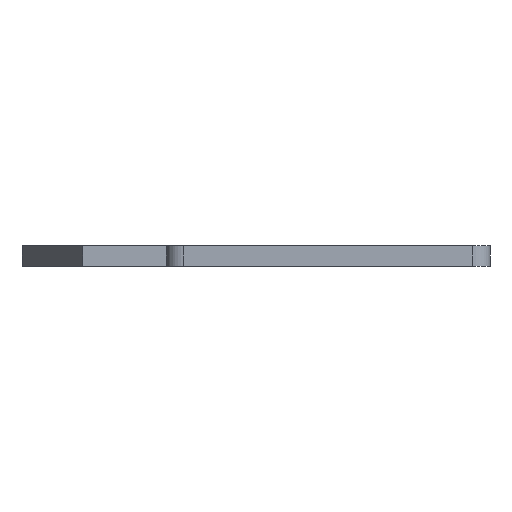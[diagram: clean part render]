
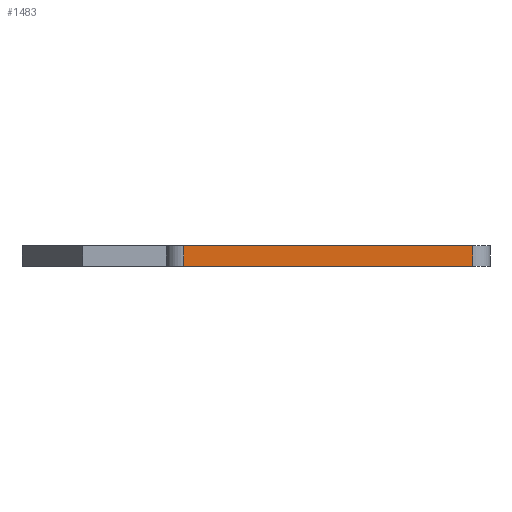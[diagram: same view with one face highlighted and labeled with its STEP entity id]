
A CAD part, front view. The second image highlights one B-rep face of the part: STEP entity #1483.
In plain terms, the highlighted planar face has unit normal (0, -1, 0).
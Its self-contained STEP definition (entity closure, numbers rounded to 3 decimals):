
#44 = PLANE('',#45);
#45 = AXIS2_PLACEMENT_3D('',#46,#47,#48);
#46 = CARTESIAN_POINT('',(21.614,42.,3.5));
#47 = DIRECTION('',(0.,0.,1.));
#48 = DIRECTION('',(1.,0.,0.));
#72 = CYLINDRICAL_SURFACE('',#73,3.);
#73 = AXIS2_PLACEMENT_3D('',#74,#75,#76);
#74 = CARTESIAN_POINT('',(3.,3.,0.));
#75 = DIRECTION('',(0.,0.,1.));
#76 = DIRECTION('',(-1.,-0.,0.));
#100 = PLANE('',#101);
#101 = AXIS2_PLACEMENT_3D('',#102,#103,#104);
#102 = CARTESIAN_POINT('',(21.614,42.,0.));
#103 = DIRECTION('',(-0.,-0.,-1.));
#104 = DIRECTION('',(-1.,0.,0.));
#141 = VERTEX_POINT('',#142);
#142 = CARTESIAN_POINT('',(3.,-0.,3.5));
#164 = EDGE_CURVE('',#141,#165,#167,.T.);
#165 = VERTEX_POINT('',#166);
#166 = CARTESIAN_POINT('',(53.,-0.,3.5));
#167 = SURFACE_CURVE('',#168,(#172,#179),.PCURVE_S1.);
#168 = LINE('',#169,#170);
#169 = CARTESIAN_POINT('',(0.,0.,3.5));
#170 = VECTOR('',#171,1.);
#171 = DIRECTION('',(1.,0.,0.));
#172 = PCURVE('',#44,#173);
#173 = DEFINITIONAL_REPRESENTATION('',(#174),#178);
#174 = LINE('',#175,#176);
#175 = CARTESIAN_POINT('',(-21.614,-42.));
#176 = VECTOR('',#177,1.);
#177 = DIRECTION('',(1.,0.));
#178 = ( GEOMETRIC_REPRESENTATION_CONTEXT(2) 
PARAMETRIC_REPRESENTATION_CONTEXT() REPRESENTATION_CONTEXT('2D SPACE',''
  ) );
#179 = PCURVE('',#180,#185);
#180 = PLANE('',#181);
#181 = AXIS2_PLACEMENT_3D('',#182,#183,#184);
#182 = CARTESIAN_POINT('',(0.,0.,0.));
#183 = DIRECTION('',(0.,1.,0.));
#184 = DIRECTION('',(0.,0.,1.));
#185 = DEFINITIONAL_REPRESENTATION('',(#186),#190);
#186 = LINE('',#187,#188);
#187 = CARTESIAN_POINT('',(3.5,0.));
#188 = VECTOR('',#189,1.);
#189 = DIRECTION('',(0.,1.));
#190 = ( GEOMETRIC_REPRESENTATION_CONTEXT(2) 
PARAMETRIC_REPRESENTATION_CONTEXT() REPRESENTATION_CONTEXT('2D SPACE',''
  ) );
#209 = CYLINDRICAL_SURFACE('',#210,3.);
#210 = AXIS2_PLACEMENT_3D('',#211,#212,#213);
#211 = CARTESIAN_POINT('',(53.,3.,0.));
#212 = DIRECTION('',(0.,0.,1.));
#213 = DIRECTION('',(0.,-1.,0.));
#808 = VERTEX_POINT('',#809);
#809 = CARTESIAN_POINT('',(3.,-0.,0.));
#835 = EDGE_CURVE('',#808,#141,#836,.T.);
#836 = SURFACE_CURVE('',#837,(#841,#848),.PCURVE_S1.);
#837 = LINE('',#838,#839);
#838 = CARTESIAN_POINT('',(3.,0.,0.));
#839 = VECTOR('',#840,1.);
#840 = DIRECTION('',(0.,0.,1.));
#841 = PCURVE('',#72,#842);
#842 = DEFINITIONAL_REPRESENTATION('',(#843),#847);
#843 = LINE('',#844,#845);
#844 = CARTESIAN_POINT('',(1.571,0.));
#845 = VECTOR('',#846,1.);
#846 = DIRECTION('',(0.,1.));
#847 = ( GEOMETRIC_REPRESENTATION_CONTEXT(2) 
PARAMETRIC_REPRESENTATION_CONTEXT() REPRESENTATION_CONTEXT('2D SPACE',''
  ) );
#848 = PCURVE('',#180,#849);
#849 = DEFINITIONAL_REPRESENTATION('',(#850),#854);
#850 = LINE('',#851,#852);
#851 = CARTESIAN_POINT('',(0.,3.));
#852 = VECTOR('',#853,1.);
#853 = DIRECTION('',(1.,0.));
#854 = ( GEOMETRIC_REPRESENTATION_CONTEXT(2) 
PARAMETRIC_REPRESENTATION_CONTEXT() REPRESENTATION_CONTEXT('2D SPACE',''
  ) );
#1107 = VERTEX_POINT('',#1108);
#1108 = CARTESIAN_POINT('',(53.,-0.,0.));
#1134 = EDGE_CURVE('',#808,#1107,#1135,.T.);
#1135 = SURFACE_CURVE('',#1136,(#1140,#1147),.PCURVE_S1.);
#1136 = LINE('',#1137,#1138);
#1137 = CARTESIAN_POINT('',(0.,0.,0.));
#1138 = VECTOR('',#1139,1.);
#1139 = DIRECTION('',(1.,0.,0.));
#1140 = PCURVE('',#100,#1141);
#1141 = DEFINITIONAL_REPRESENTATION('',(#1142),#1146);
#1142 = LINE('',#1143,#1144);
#1143 = CARTESIAN_POINT('',(21.614,-42.));
#1144 = VECTOR('',#1145,1.);
#1145 = DIRECTION('',(-1.,0.));
#1146 = ( GEOMETRIC_REPRESENTATION_CONTEXT(2) 
PARAMETRIC_REPRESENTATION_CONTEXT() REPRESENTATION_CONTEXT('2D SPACE',''
  ) );
#1147 = PCURVE('',#180,#1148);
#1148 = DEFINITIONAL_REPRESENTATION('',(#1149),#1153);
#1149 = LINE('',#1150,#1151);
#1150 = CARTESIAN_POINT('',(0.,0.));
#1151 = VECTOR('',#1152,1.);
#1152 = DIRECTION('',(0.,1.));
#1153 = ( GEOMETRIC_REPRESENTATION_CONTEXT(2) 
PARAMETRIC_REPRESENTATION_CONTEXT() REPRESENTATION_CONTEXT('2D SPACE',''
  ) );
#1483 = ADVANCED_FACE('',(#1484),#180,.F.);
#1484 = FACE_BOUND('',#1485,.F.);
#1485 = EDGE_LOOP('',(#1486,#1487,#1488,#1489));
#1486 = ORIENTED_EDGE('',*,*,#1134,.F.);
#1487 = ORIENTED_EDGE('',*,*,#835,.T.);
#1488 = ORIENTED_EDGE('',*,*,#164,.T.);
#1489 = ORIENTED_EDGE('',*,*,#1490,.F.);
#1490 = EDGE_CURVE('',#1107,#165,#1491,.T.);
#1491 = SURFACE_CURVE('',#1492,(#1496,#1503),.PCURVE_S1.);
#1492 = LINE('',#1493,#1494);
#1493 = CARTESIAN_POINT('',(53.,0.,0.));
#1494 = VECTOR('',#1495,1.);
#1495 = DIRECTION('',(0.,0.,1.));
#1496 = PCURVE('',#180,#1497);
#1497 = DEFINITIONAL_REPRESENTATION('',(#1498),#1502);
#1498 = LINE('',#1499,#1500);
#1499 = CARTESIAN_POINT('',(0.,53.));
#1500 = VECTOR('',#1501,1.);
#1501 = DIRECTION('',(1.,0.));
#1502 = ( GEOMETRIC_REPRESENTATION_CONTEXT(2) 
PARAMETRIC_REPRESENTATION_CONTEXT() REPRESENTATION_CONTEXT('2D SPACE',''
  ) );
#1503 = PCURVE('',#209,#1504);
#1504 = DEFINITIONAL_REPRESENTATION('',(#1505),#1509);
#1505 = LINE('',#1506,#1507);
#1506 = CARTESIAN_POINT('',(0.,0.));
#1507 = VECTOR('',#1508,1.);
#1508 = DIRECTION('',(0.,1.));
#1509 = ( GEOMETRIC_REPRESENTATION_CONTEXT(2) 
PARAMETRIC_REPRESENTATION_CONTEXT() REPRESENTATION_CONTEXT('2D SPACE',''
  ) );
